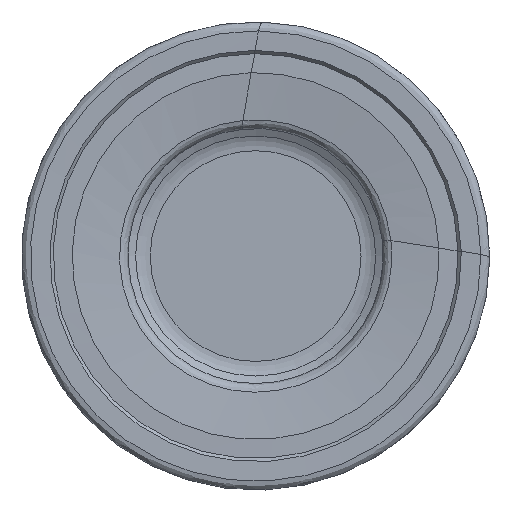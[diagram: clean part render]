
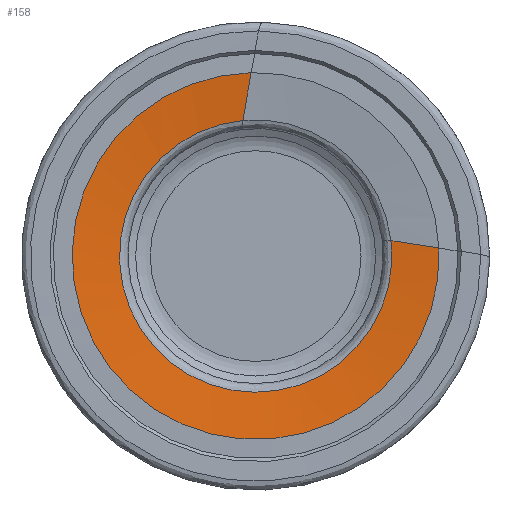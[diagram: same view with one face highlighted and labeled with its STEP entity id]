
A CAD part, left-side view. The second image highlights one B-rep face of the part: STEP entity #158.
In plain terms, the highlighted free-form (B-spline) face has degree [1, 3] with [2, 7] control points.
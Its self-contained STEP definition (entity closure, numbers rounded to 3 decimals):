
#158=ADVANCED_FACE('',(#265),#228,.F.);
#228=(
BOUNDED_SURFACE()
B_SPLINE_SURFACE(1,3,((#1406,#1407,#1408,#1409,#1410,#1411,#1412),(#1413,
#1414,#1415,#1416,#1417,#1418,#1419)),.UNSPECIFIED.,.F.,.F.,.F.)
B_SPLINE_SURFACE_WITH_KNOTS((2,2),(4,3,4),(0.,1.),(0.,0.5,1.),
 .UNSPECIFIED.)
GEOMETRIC_REPRESENTATION_ITEM()
RATIONAL_B_SPLINE_SURFACE(((1.,0.585,0.585,1.,0.585,
0.585,1.),(1.,0.585,0.585,1.,0.585,
0.585,1.)))
REPRESENTATION_ITEM('')
SURFACE()
);
#265=FACE_OUTER_BOUND('',#307,.T.);
#307=EDGE_LOOP('',(#492,#493,#494,#495));
#408=CIRCLE('',#945,11.632);
#409=CIRCLE('',#947,15.67);
#492=ORIENTED_EDGE('',*,*,#777,.F.);
#493=ORIENTED_EDGE('',*,*,#778,.T.);
#494=ORIENTED_EDGE('',*,*,#774,.T.);
#495=ORIENTED_EDGE('',*,*,#779,.T.);
#700=VERTEX_POINT('',#1396);
#701=VERTEX_POINT('',#1397);
#702=VERTEX_POINT('',#1402);
#703=VERTEX_POINT('',#1403);
#774=EDGE_CURVE('',#700,#701,#408,.T.);
#777=EDGE_CURVE('',#702,#703,#409,.T.);
#778=EDGE_CURVE('',#702,#700,#878,.T.);
#779=EDGE_CURVE('',#701,#703,#879,.T.);
#878=LINE('',#1404,#910);
#879=LINE('',#1405,#911);
#910=VECTOR('',#1080,1.);
#911=VECTOR('',#1081,1.);
#945=AXIS2_PLACEMENT_3D('',#1395,#1072,#1073);
#947=AXIS2_PLACEMENT_3D('',#1401,#1078,#1079);
#1072=DIRECTION('',(1.,0.,0.));
#1073=DIRECTION('',(0.,-0.994,0.114));
#1078=DIRECTION('',(1.,0.,0.));
#1079=DIRECTION('',(0.,-0.999,0.044));
#1080=DIRECTION('',(0.108,0.983,0.15));
#1081=DIRECTION('',(-0.108,-0.169,0.98));
#1395=CARTESIAN_POINT('',(0.793,0.,0.));
#1396=CARTESIAN_POINT('',(0.793,-11.557,1.32));
#1397=CARTESIAN_POINT('',(0.793,1.09,11.581));
#1401=CARTESIAN_POINT('',(0.341,0.,0.));
#1402=CARTESIAN_POINT('',(0.341,-15.654,0.695));
#1403=CARTESIAN_POINT('',(0.341,0.383,15.665));
#1404=CARTESIAN_POINT('',(0.793,-11.557,1.32));
#1405=CARTESIAN_POINT('',(0.793,1.09,11.581));
#1406=CARTESIAN_POINT('',(0.793,-11.557,1.32));
#1407=CARTESIAN_POINT('',(0.793,-12.949,-10.864));
#1408=CARTESIAN_POINT('',(0.793,-2.195,-16.76));
#1409=CARTESIAN_POINT('',(0.793,7.329,-9.033));
#1410=CARTESIAN_POINT('',(0.793,16.852,-1.306));
#1411=CARTESIAN_POINT('',(0.793,13.3,10.432));
#1412=CARTESIAN_POINT('',(0.793,1.09,11.581));
#1413=CARTESIAN_POINT('',(0.341,-15.654,0.695));
#1414=CARTESIAN_POINT('',(0.341,-16.387,-15.81));
#1415=CARTESIAN_POINT('',(0.341,-1.385,-22.728));
#1416=CARTESIAN_POINT('',(0.341,10.692,-11.455));
#1417=CARTESIAN_POINT('',(0.341,22.77,-0.182));
#1418=CARTESIAN_POINT('',(0.341,16.899,15.261));
#1419=CARTESIAN_POINT('',(0.341,0.383,15.665));
